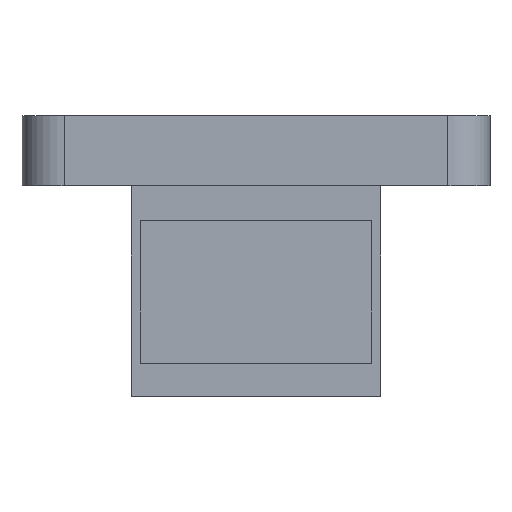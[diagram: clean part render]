
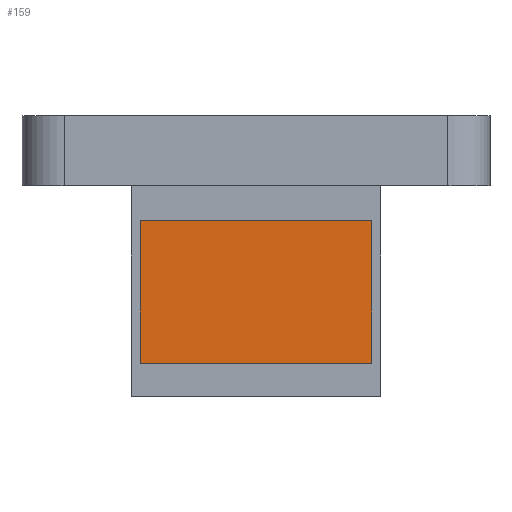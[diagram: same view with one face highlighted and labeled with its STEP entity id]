
A CAD part, front view. The second image highlights one B-rep face of the part: STEP entity #159.
In plain terms, the highlighted planar face has unit normal (0, -1, 0).
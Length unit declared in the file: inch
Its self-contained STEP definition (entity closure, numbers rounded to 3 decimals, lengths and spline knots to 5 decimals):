
#72 = VERTEX_POINT ( 'NONE', #412 ) ;
#159 = ADVANCED_FACE ( 'NONE', ( #699 ), #620, .F. ) ;
#163 = CARTESIAN_POINT ( 'NONE',  ( -0.325, -0.19885, -0.69448 ) ) ;
#176 = CARTESIAN_POINT ( 'NONE',  ( -0.325, -0.19885, -0.29448 ) ) ;
#197 = EDGE_CURVE ( 'NONE', #72, #322, #598, .T. ) ;
#200 = CARTESIAN_POINT ( 'NONE',  ( -0.325, -0.19885, -0.29448 ) ) ;
#204 = LINE ( 'NONE', #954, #771 ) ;
#228 = ORIENTED_EDGE ( 'NONE', *, *, #309, .T. ) ;
#235 = VECTOR ( 'NONE', #529, 39.37008 ) ;
#238 = VECTOR ( 'NONE', #997, 39.37008 ) ;
#309 = EDGE_CURVE ( 'NONE', #1009, #650, #348, .T. ) ;
#322 = VERTEX_POINT ( 'NONE', #176 ) ;
#348 = LINE ( 'NONE', #356, #238 ) ;
#356 = CARTESIAN_POINT ( 'NONE',  ( -0.325, -0.19885, -0.69448 ) ) ;
#412 = CARTESIAN_POINT ( 'NONE',  ( 0.325, -0.19885, -0.29448 ) ) ;
#450 = CARTESIAN_POINT ( 'NONE',  ( 0., -0.19885, 0. ) ) ;
#456 = DIRECTION ( 'NONE',  ( 0., 1., 0. ) ) ;
#477 = ORIENTED_EDGE ( 'NONE', *, *, #197, .T. ) ;
#529 = DIRECTION ( 'NONE',  ( -1., 0., 0. ) ) ;
#570 = LINE ( 'NONE', #649, #945 ) ;
#598 = LINE ( 'NONE', #200, #235 ) ;
#605 = ORIENTED_EDGE ( 'NONE', *, *, #657, .T. ) ;
#617 = EDGE_CURVE ( 'NONE', #322, #1009, #204, .T. ) ;
#620 = PLANE ( 'NONE',  #939 ) ;
#644 = DIRECTION ( 'NONE',  ( 0., 0., -1. ) ) ;
#649 = CARTESIAN_POINT ( 'NONE',  ( 0.325, -0.19885, -0.69448 ) ) ;
#650 = VERTEX_POINT ( 'NONE', #730 ) ;
#657 = EDGE_CURVE ( 'NONE', #650, #72, #570, .T. ) ;
#699 = FACE_OUTER_BOUND ( 'NONE', #1066, .T. ) ;
#717 = ORIENTED_EDGE ( 'NONE', *, *, #617, .T. ) ;
#730 = CARTESIAN_POINT ( 'NONE',  ( 0.325, -0.19885, -0.69448 ) ) ;
#771 = VECTOR ( 'NONE', #644, 39.37008 ) ;
#902 = DIRECTION ( 'NONE',  ( 0., 0., 1. ) ) ;
#939 = AXIS2_PLACEMENT_3D ( 'NONE', #450, #456, #948 ) ;
#945 = VECTOR ( 'NONE', #902, 39.37008 ) ;
#948 = DIRECTION ( 'NONE',  ( 0., 0., 1. ) ) ;
#954 = CARTESIAN_POINT ( 'NONE',  ( -0.325, -0.19885, -0.69448 ) ) ;
#997 = DIRECTION ( 'NONE',  ( 1., 0., 0. ) ) ;
#1009 = VERTEX_POINT ( 'NONE', #163 ) ;
#1066 = EDGE_LOOP ( 'NONE', ( #605, #477, #717, #228 ) ) ;
